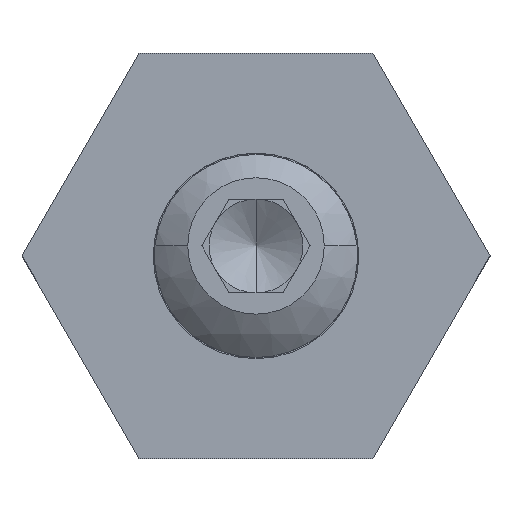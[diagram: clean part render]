
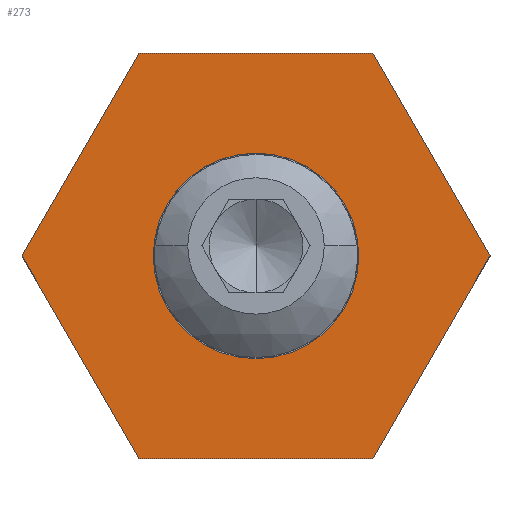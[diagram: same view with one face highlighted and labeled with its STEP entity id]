
A CAD part, top view. The second image highlights one B-rep face of the part: STEP entity #273.
In plain terms, the highlighted planar face has unit normal (0, 0, 1).
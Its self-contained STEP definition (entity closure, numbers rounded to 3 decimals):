
#253 = VERTEX_POINT ( 'NONE', #1000 ) ;
#255 = VERTEX_POINT ( 'NONE', #934 ) ;
#257 = EDGE_CURVE ( 'NONE', #253, #284, #1114, .T. ) ;
#260 = EDGE_LOOP ( 'NONE', ( #283, #305, #304, #278, #296, #297 ) ) ;
#261 = ORIENTED_EDGE ( 'NONE', *, *, #295, .T. ) ;
#262 = EDGE_CURVE ( 'NONE', #255, #253, #935, .T. ) ;
#263 = EDGE_CURVE ( 'NONE', #282, #275, #936, .T. ) ;
#264 = VERTEX_POINT ( 'NONE', #1116 ) ;
#272 = EDGE_CURVE ( 'NONE', #314, #282, #1123, .T. ) ;
#273 = ADVANCED_FACE ( 'NONE', ( #1119, #1118 ), #1117, .T. ) ;
#274 = EDGE_CURVE ( 'NONE', #284, #314, #1070, .T. ) ;
#275 = VERTEX_POINT ( 'NONE', #1066 ) ;
#278 = ORIENTED_EDGE ( 'NONE', *, *, #257, .T. ) ;
#281 = EDGE_CURVE ( 'NONE', #275, #255, #1030, .T. ) ;
#282 = VERTEX_POINT ( 'NONE', #1026 ) ;
#283 = ORIENTED_EDGE ( 'NONE', *, *, #263, .T. ) ;
#284 = VERTEX_POINT ( 'NONE', #1025 ) ;
#293 = EDGE_LOOP ( 'NONE', ( #298, #261 ) ) ;
#295 = EDGE_CURVE ( 'NONE', #264, #303, #1018, .T. ) ;
#296 = ORIENTED_EDGE ( 'NONE', *, *, #274, .T. ) ;
#297 = ORIENTED_EDGE ( 'NONE', *, *, #272, .T. ) ;
#298 = ORIENTED_EDGE ( 'NONE', *, *, #306, .T. ) ;
#303 = VERTEX_POINT ( 'NONE', #1059 ) ;
#304 = ORIENTED_EDGE ( 'NONE', *, *, #262, .T. ) ;
#305 = ORIENTED_EDGE ( 'NONE', *, *, #281, .T. ) ;
#306 = EDGE_CURVE ( 'NONE', #303, #264, #1058, .T. ) ;
#314 = VERTEX_POINT ( 'NONE', #1045 ) ;
#934 = CARTESIAN_POINT ( 'NONE',  ( 5.958, 10.319, 4.826 ) ) ;
#935 = LINE ( 'NONE', #1111, #1110 ) ;
#936 = LINE ( 'NONE', #1128, #1127 ) ;
#1000 = CARTESIAN_POINT ( 'NONE',  ( -5.958, 10.319, 4.826 ) ) ;
#1016 = CARTESIAN_POINT ( 'NONE',  ( 0., 0., 4.826 ) ) ;
#1017 = AXIS2_PLACEMENT_3D ( 'NONE', #1016, #1065, #1064 ) ;
#1018 = CIRCLE ( 'NONE', #1017, 5.232 ) ;
#1025 = CARTESIAN_POINT ( 'NONE',  ( -11.915, 0., 4.826 ) ) ;
#1026 = CARTESIAN_POINT ( 'NONE',  ( 5.958, -10.319, 4.826 ) ) ;
#1027 = DIRECTION ( 'NONE',  ( -0.5, 0.866, 0. ) ) ;
#1028 = VECTOR ( 'NONE', #1027, 1000. ) ;
#1029 = CARTESIAN_POINT ( 'NONE',  ( 11.915, 0., 4.826 ) ) ;
#1030 = LINE ( 'NONE', #1029, #1028 ) ;
#1045 = CARTESIAN_POINT ( 'NONE',  ( -5.958, -10.319, 4.826 ) ) ;
#1055 = DIRECTION ( 'NONE',  ( 0., 0., -1. ) ) ;
#1056 = CARTESIAN_POINT ( 'NONE',  ( 0., 0., 4.826 ) ) ;
#1057 = AXIS2_PLACEMENT_3D ( 'NONE', #1056, #1055, #1106 ) ;
#1058 = CIRCLE ( 'NONE', #1057, 5.232 ) ;
#1059 = CARTESIAN_POINT ( 'NONE',  ( -5.232, 0., 4.826 ) ) ;
#1064 = DIRECTION ( 'NONE',  ( 1., 0., 0. ) ) ;
#1065 = DIRECTION ( 'NONE',  ( 0., 0., -1. ) ) ;
#1066 = CARTESIAN_POINT ( 'NONE',  ( 11.915, 0., 4.826 ) ) ;
#1067 = DIRECTION ( 'NONE',  ( 0.5, -0.866, 0. ) ) ;
#1068 = VECTOR ( 'NONE', #1067, 1000. ) ;
#1069 = CARTESIAN_POINT ( 'NONE',  ( -11.915, 0., 4.826 ) ) ;
#1070 = LINE ( 'NONE', #1069, #1068 ) ;
#1071 = DIRECTION ( 'NONE',  ( 1., 0., 0. ) ) ;
#1072 = DIRECTION ( 'NONE',  ( 0., 0., 1. ) ) ;
#1073 = CARTESIAN_POINT ( 'NONE',  ( 17.873, 10.319, 4.826 ) ) ;
#1074 = AXIS2_PLACEMENT_3D ( 'NONE', #1073, #1072, #1071 ) ;
#1076 = DIRECTION ( 'NONE',  ( -0.5, -0.866, 0. ) ) ;
#1077 = VECTOR ( 'NONE', #1076, 1000. ) ;
#1106 = DIRECTION ( 'NONE',  ( 1., 0., 0. ) ) ;
#1109 = DIRECTION ( 'NONE',  ( -1., 0., 0. ) ) ;
#1110 = VECTOR ( 'NONE', #1109, 1000. ) ;
#1111 = CARTESIAN_POINT ( 'NONE',  ( 5.958, 10.319, 4.826 ) ) ;
#1113 = CARTESIAN_POINT ( 'NONE',  ( -5.958, 10.319, 4.826 ) ) ;
#1114 = LINE ( 'NONE', #1113, #1077 ) ;
#1116 = CARTESIAN_POINT ( 'NONE',  ( 5.232, 0., 4.826 ) ) ;
#1117 = PLANE ( 'NONE',  #1074 ) ;
#1118 = FACE_BOUND ( 'NONE', #293, .T. ) ;
#1119 = FACE_OUTER_BOUND ( 'NONE', #260, .T. ) ;
#1120 = DIRECTION ( 'NONE',  ( 1., 0., 0. ) ) ;
#1121 = VECTOR ( 'NONE', #1120, 1000. ) ;
#1122 = CARTESIAN_POINT ( 'NONE',  ( -5.958, -10.319, 4.826 ) ) ;
#1123 = LINE ( 'NONE', #1122, #1121 ) ;
#1126 = DIRECTION ( 'NONE',  ( 0.5, 0.866, 0. ) ) ;
#1127 = VECTOR ( 'NONE', #1126, 1000. ) ;
#1128 = CARTESIAN_POINT ( 'NONE',  ( 5.958, -10.319, 4.826 ) ) ;
